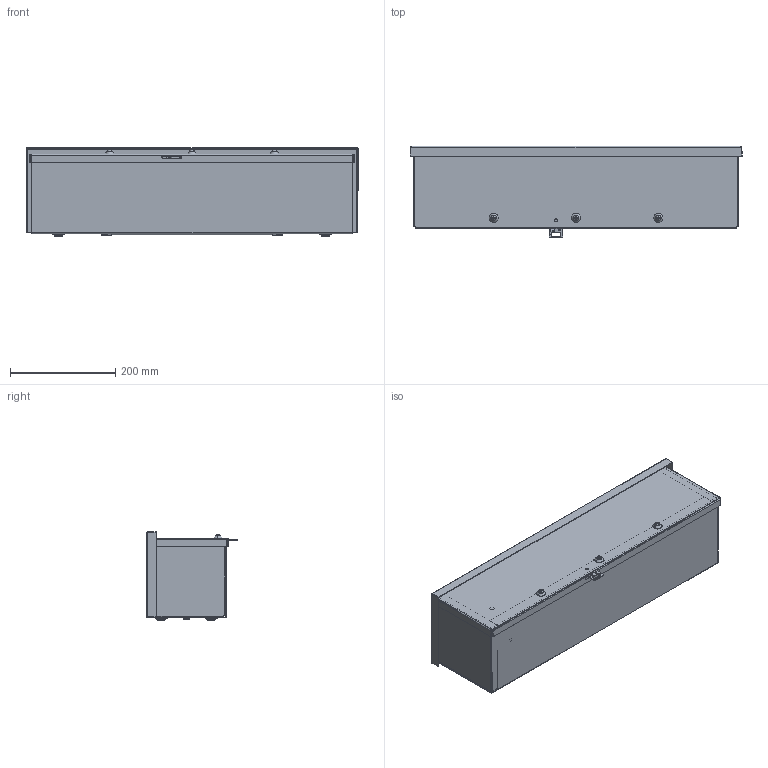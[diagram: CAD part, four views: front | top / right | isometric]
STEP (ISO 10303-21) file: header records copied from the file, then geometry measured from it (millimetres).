
FILE_DESCRIPTION (( 'STEP AP203' ), '1' );
FILE_NAME ('C3RWT624_Default.step', '2019-11-13T14:04:16', ( '' ), ( '' ), 'SwSTEP 2.0', 'SolidWorks 2019', '' );
FILE_SCHEMA (( 'CONFIG_CONTROL_DESIGN' ));
Length unit declared in the file: inch
Products named in the file (1): C3RWT624_Default
Bounding box: 631.83 x 174.52 x 167.49 mm (x, y, z)
Volume: 715097 mm3; surface area: 995128 mm2
Topology: 22 solids, 22 shells, 766 faces, 1949 edges, 1248 vertices
Faces by surface type: plane 415, cylinder 239, bspline 54, cone 52, torus 6
Entity records: 26006 total; most frequent: CARTESIAN_POINT 7324, DIRECTION 3891, ORIENTED_EDGE 3890, EDGE_CURVE 1945, AXIS2_PLACEMENT_3D 1377, VERTEX_POINT 1248, LINE 1137, VECTOR 1137
